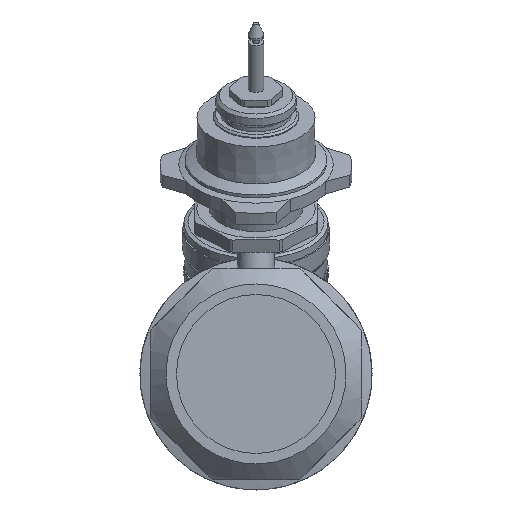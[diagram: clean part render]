
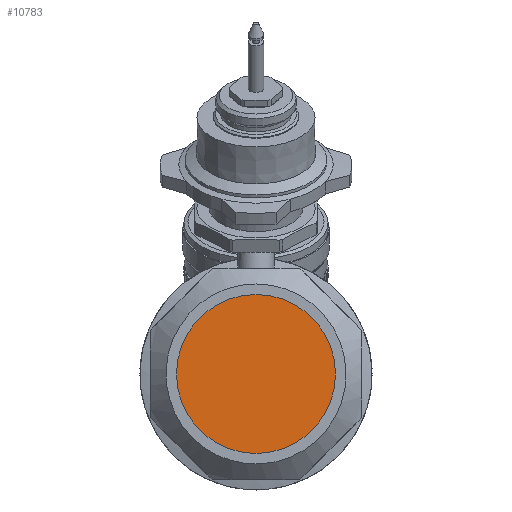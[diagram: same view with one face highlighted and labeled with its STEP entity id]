
A CAD part, left-side view. The second image highlights one B-rep face of the part: STEP entity #10783.
In plain terms, the highlighted planar face has unit normal (-1, 0, 0).
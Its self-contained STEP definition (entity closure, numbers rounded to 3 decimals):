
#269=PLANE('',#11425);
#855=CIRCLE('',#11426,29.807);
#2761=ORIENTED_EDGE('',*,*,#4038,.T.);
#4038=EDGE_CURVE('',#4840,#4840,#855,.T.);
#4840=VERTEX_POINT('',#39854);
#6342=EDGE_LOOP('',(#2761));
#6913=FACE_BOUND('',#6342,.T.);
#10783=ADVANCED_FACE('',(#6913),#269,.T.);
#11425=AXIS2_PLACEMENT_3D('',#39852,#13084,#13085);
#11426=AXIS2_PLACEMENT_3D('',#39853,#13086,#13087);
#13084=DIRECTION('',(-1.,0.,0.));
#13085=DIRECTION('',(0.,0.,1.));
#13086=DIRECTION('',(-1.,0.,0.));
#13087=DIRECTION('',(0.,0.,1.));
#39852=CARTESIAN_POINT('',(-118.9,0.,0.));
#39853=CARTESIAN_POINT('',(-118.9,0.,0.));
#39854=CARTESIAN_POINT('',(-118.9,0.,29.807));
